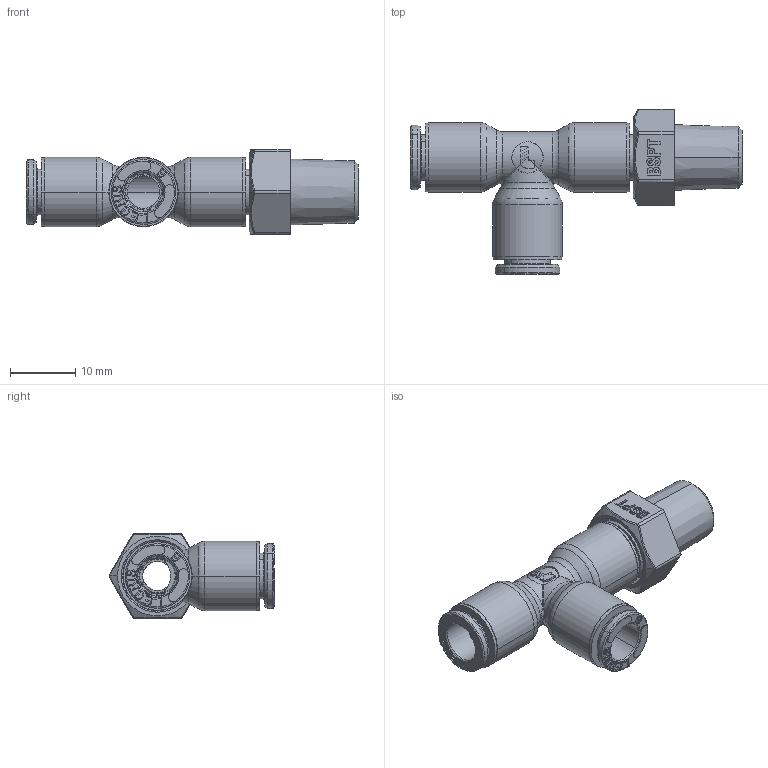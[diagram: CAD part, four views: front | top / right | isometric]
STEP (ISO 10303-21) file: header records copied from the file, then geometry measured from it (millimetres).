
FILE_DESCRIPTION(('STEP AP214'),'1');
FILE_NAME('6873_06_10.stp','2016-07-07T14:45:41',('TraceParts'),('TraceParts S.A.'),'Spatial InterOp 3D',' ',' ');
FILE_SCHEMA(('automotive_design'));
Length unit declared in the file: millimetre
Products named in the file (17): 6873 06 10|44106-64_ASM_1665#44106-64_ASM|44106-26_1661#44106-26;Solide1; 6873 06 10|44106-64_ASM_1665#44106-64_ASM|44106_1662#44106;Solide1; 6873 06 10|44106-64_ASM_1665#44106-64_ASM|44106-27_1663#44106-27;Solide1; 6873 06 10|44106-64_ASM_1665#44106-64_ASM|44126-20_1664#44126-20;Solide1; 6873 06 10|44106-64_ASM_1667#44106-64_ASM|44106-26_1661#44106-26;Solide1; 6873 06 10|44106-64_ASM_1667#44106-64_ASM|44106_1662#44106;Solide1; 6873 06 10|44106-64_ASM_1667#44106-64_ASM|44106-27_1663#44106-27;Solide1; 6873 06 10|44106-64_ASM_1667#44106-64_ASM|44126-20_1664#44126-20;Solide1; 6873 06 10|44106-64_ASM_1669#44106-64_ASM|44106-26_1661#44106-26;Solide1; 6873 06 10|44106-64_ASM_1669#44106-64_ASM|44106_1662#44106;Solide1; 6873 06 10|44106-64_ASM_1669#44106-64_ASM|44106-27_1663#44106-27;Solide1; 6873 06 10|44106-64_ASM_1669#44106-64_ASM|44126-20_1664#44126-20;Solide1; 6873 06 10|44516-04_1659#44516-04;Solide1; 6873 06 10|44106-11-10-ASM_1660#44106-11-10-ASM;Solide1; 6873 06 10|44106-11-10-ASM_1666#44106-11-10-ASM;Solide1; 6873 06 10|44106-11-10_1668#44106-11-10;Solide1; 6873 06 10|44516-45_RAINURE_1670#44516-45_RAINURE;Solide1
Bounding box: 50.92 x 25.45 x 13 mm (x, y, z)
Volume: 3306.5 mm3; surface area: 7520.4 mm2
Topology: 17 solids, 17 shells, 1943 faces, 5086 edges, 3229 vertices
Faces by surface type: plane 941, cylinder 311, cone 251, bspline 238, torus 196, sphere 6
Entity records: 85528 total; most frequent: CARTESIAN_POINT 22331, ORIENTED_EDGE 10160, DIRECTION 9512, EDGE_CURVE 5080, AXIS2_PLACEMENT_3D 3244, VERTEX_POINT 3229, LINE 3024, VECTOR 3024
